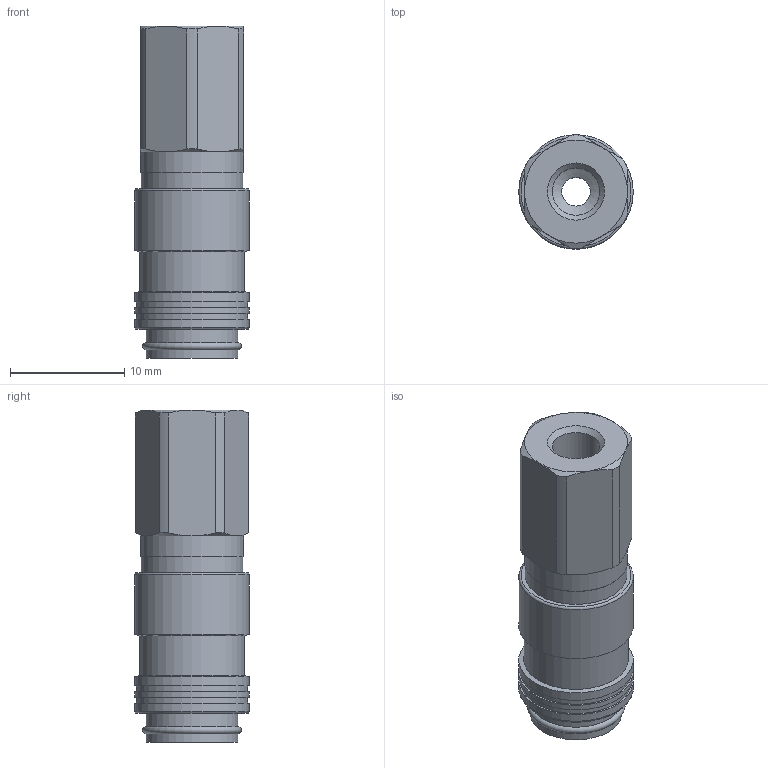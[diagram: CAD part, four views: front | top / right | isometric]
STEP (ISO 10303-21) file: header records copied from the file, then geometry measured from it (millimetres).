
FILE_DESCRIPTION(/* description */ ('STEP AP214'),/* implementation_level */ '2;1');
FILE_NAME(/* name */ '531620_KD2-M5-I',/* time_stamp */ '2024-08-29T16:16:43+02:00',/* author */ ('License CC BY-ND 4.0'),/* organization */ ('CADENAS'),/* preprocessor_version */ 'ST-DEVELOPER v19.3',/* originating_system */ 'PARTsolutions',/* authorisation */ ' ');
FILE_SCHEMA (('AUTOMOTIVE_DESIGN {1 0 10303 214 3 1 1}'));
Length unit declared in the file: millimetre
Products named in the file (1): 531620 KD2-M5-I
Bounding box: 10 x 10 x 29 mm (x, y, z)
Volume: 1608.7 mm3; surface area: 1418.2 mm2
Topology: 1 solids, 1 shells, 56 faces, 114 edges, 67 vertices
Faces by surface type: cylinder 20, cone 18, plane 15, torus 3
Full cylindrical faces by diameter (mm): 2.5 x1, 4.134 x1, 5 x1, 8 x2, 8.9 x1, 9 x1, 9.15 x1, 9.7 x2, 10 x4
Entity records: 1400 total; most frequent: CARTESIAN_POINT 287, DIRECTION 236, ORIENTED_EDGE 182, AXIS2_PLACEMENT_3D 112, EDGE_CURVE 91, EDGE_LOOP 88, FACE_BOUND 88, VERTEX_POINT 67
